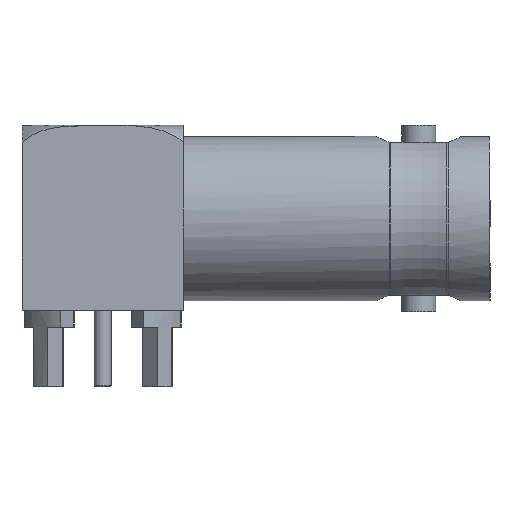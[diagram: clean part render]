
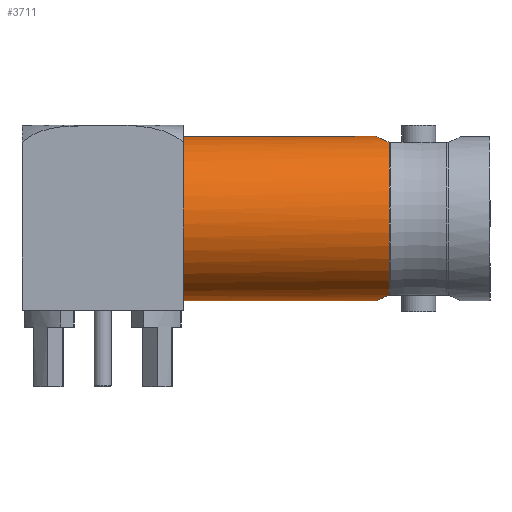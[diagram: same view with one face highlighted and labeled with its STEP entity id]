
A CAD part, left-side view. The second image highlights one B-rep face of the part: STEP entity #3711.
In plain terms, the highlighted cylindrical face has radius 4.85 mm (diameter 9.7 mm), a full revolution.
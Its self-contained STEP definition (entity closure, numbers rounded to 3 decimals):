
#547=B_SPLINE_CURVE_WITH_KNOTS('',3,(#6545,#6546,#6547,#6548,#6549),
 .UNSPECIFIED.,.F.,.F.,(4,1,4),(0.,0.002,
0.004),.UNSPECIFIED.);
#558=B_SPLINE_CURVE_WITH_KNOTS('',3,(#6616,#6617,#6618,#6619,#6620),
 .UNSPECIFIED.,.F.,.F.,(4,1,4),(0.,0.002,
0.004),.UNSPECIFIED.);
#1342=ORIENTED_EDGE('',*,*,#2022,.T.);
#1343=ORIENTED_EDGE('',*,*,#2008,.F.);
#1344=ORIENTED_EDGE('',*,*,#2023,.T.);
#1345=ORIENTED_EDGE('',*,*,#2024,.F.);
#1346=ORIENTED_EDGE('',*,*,#2025,.T.);
#2008=EDGE_CURVE('',#2416,#2417,#547,.T.);
#2022=EDGE_CURVE('',#2428,#2428,#2747,.T.);
#2023=EDGE_CURVE('',#2416,#2429,#2748,.F.);
#2024=EDGE_CURVE('',#2430,#2429,#558,.T.);
#2025=EDGE_CURVE('',#2430,#2417,#2749,.F.);
#2416=VERTEX_POINT('',#6544);
#2417=VERTEX_POINT('',#6550);
#2428=VERTEX_POINT('',#6613);
#2429=VERTEX_POINT('',#6615);
#2430=VERTEX_POINT('',#6621);
#2747=CIRCLE('',#4255,4.85);
#2748=CIRCLE('',#4256,4.85);
#2749=CIRCLE('',#4257,4.85);
#2996=EDGE_LOOP('',(#1342));
#2997=EDGE_LOOP('',(#1343,#1344,#1345,#1346));
#3298=FACE_BOUND('',#2996,.T.);
#3299=FACE_BOUND('',#2997,.T.);
#3536=CYLINDRICAL_SURFACE('',#4254,4.85);
#3711=ADVANCED_FACE('',(#3298,#3299),#3536,.T.);
#4254=AXIS2_PLACEMENT_3D('',#6611,#5319,#5320);
#4255=AXIS2_PLACEMENT_3D('',#6612,#5321,#5322);
#4256=AXIS2_PLACEMENT_3D('',#6614,#5323,#5324);
#4257=AXIS2_PLACEMENT_3D('',#6622,#5325,#5326);
#5319=DIRECTION('',(1.,0.,0.));
#5320=DIRECTION('',(0.,0.,-1.));
#5321=DIRECTION('',(1.,0.,0.));
#5322=DIRECTION('',(0.,-1.,0.));
#5323=DIRECTION('',(1.,0.,0.));
#5324=DIRECTION('',(0.,0.,-1.));
#5325=DIRECTION('',(1.,0.,0.));
#5326=DIRECTION('',(0.,0.,-1.));
#6544=CARTESIAN_POINT('',(-5.944,-4.507,1.792));
#6545=CARTESIAN_POINT('',(-5.944,-4.507,1.792));
#6546=CARTESIAN_POINT('',(-6.415,-4.689,1.333));
#6547=CARTESIAN_POINT('',(-6.985,-5.011,0.002));
#6548=CARTESIAN_POINT('',(-6.415,-4.689,-1.333));
#6549=CARTESIAN_POINT('',(-5.944,-4.507,-1.792));
#6550=CARTESIAN_POINT('',(-5.944,-4.507,-1.792));
#6611=CARTESIAN_POINT('',(-20.75,0.,0.));
#6612=CARTESIAN_POINT('',(-18.1,0.,0.));
#6613=CARTESIAN_POINT('',(-18.1,-4.85,0.));
#6614=CARTESIAN_POINT('',(-5.944,0.,0.));
#6615=CARTESIAN_POINT('',(-5.944,4.507,1.792));
#6616=CARTESIAN_POINT('',(-5.944,4.507,-1.792));
#6617=CARTESIAN_POINT('',(-6.415,4.689,-1.333));
#6618=CARTESIAN_POINT('',(-6.985,5.011,-0.002));
#6619=CARTESIAN_POINT('',(-6.415,4.689,1.333));
#6620=CARTESIAN_POINT('',(-5.944,4.507,1.792));
#6621=CARTESIAN_POINT('',(-5.944,4.507,-1.792));
#6622=CARTESIAN_POINT('',(-5.944,0.,0.));
